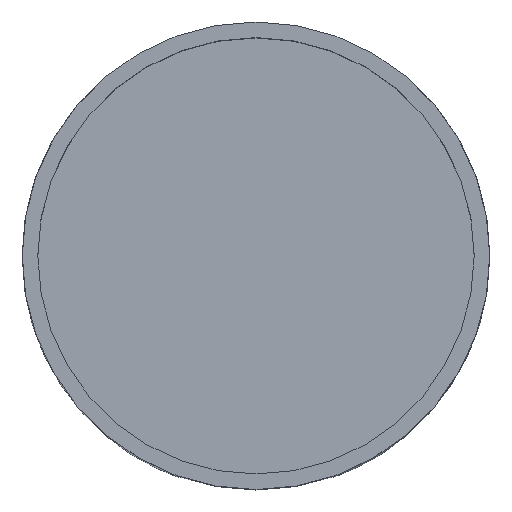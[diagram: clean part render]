
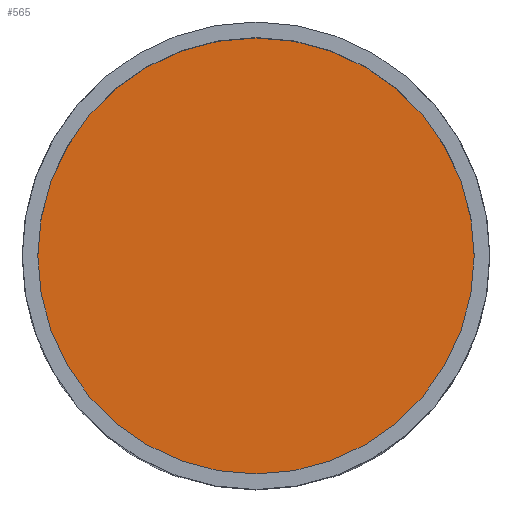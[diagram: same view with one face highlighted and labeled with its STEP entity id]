
A CAD part, top view. The second image highlights one B-rep face of the part: STEP entity #565.
In plain terms, the highlighted planar face has unit normal (0, 0, 1).
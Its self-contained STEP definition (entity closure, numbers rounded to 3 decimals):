
#126 = CIRCLE ( 'NONE', #363, 14. ) ;
#236 = DIRECTION ( 'NONE',  ( 0., 0., 1. ) ) ;
#266 = VERTEX_POINT ( 'NONE', #1149 ) ;
#300 = EDGE_CURVE ( 'NONE', #694, #266, #912, .T. ) ;
#317 = CARTESIAN_POINT ( 'NONE',  ( 0., 0., -13. ) ) ;
#334 = EDGE_LOOP ( 'NONE', ( #542, #1107 ) ) ;
#363 = AXIS2_PLACEMENT_3D ( 'NONE', #949, #960, #983 ) ;
#497 = DIRECTION ( 'NONE',  ( 1., 0., 0. ) ) ;
#542 = ORIENTED_EDGE ( 'NONE', *, *, #1154, .T. ) ;
#565 = ADVANCED_FACE ( 'NONE', ( #1077 ), #1347, .T. ) ;
#694 = VERTEX_POINT ( 'NONE', #770 ) ;
#770 = CARTESIAN_POINT ( 'NONE',  ( -14., 0., -13. ) ) ;
#912 = CIRCLE ( 'NONE', #1192, 14. ) ;
#947 = AXIS2_PLACEMENT_3D ( 'NONE', #1360, #1025, #969 ) ;
#949 = CARTESIAN_POINT ( 'NONE',  ( 0., 0., -13. ) ) ;
#960 = DIRECTION ( 'NONE',  ( 0., 0., 1. ) ) ;
#969 = DIRECTION ( 'NONE',  ( 1., 0., 0. ) ) ;
#983 = DIRECTION ( 'NONE',  ( 1., 0., 0. ) ) ;
#1025 = DIRECTION ( 'NONE',  ( 0., 0., 1. ) ) ;
#1077 = FACE_OUTER_BOUND ( 'NONE', #334, .T. ) ;
#1107 = ORIENTED_EDGE ( 'NONE', *, *, #300, .T. ) ;
#1149 = CARTESIAN_POINT ( 'NONE',  ( 14., 0., -13. ) ) ;
#1154 = EDGE_CURVE ( 'NONE', #266, #694, #126, .T. ) ;
#1192 = AXIS2_PLACEMENT_3D ( 'NONE', #317, #236, #497 ) ;
#1347 = PLANE ( 'NONE',  #947 ) ;
#1360 = CARTESIAN_POINT ( 'NONE',  ( 0., 0., -13. ) ) ;
